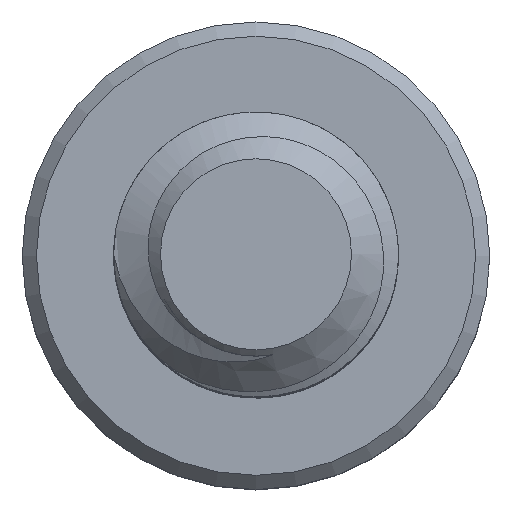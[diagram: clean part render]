
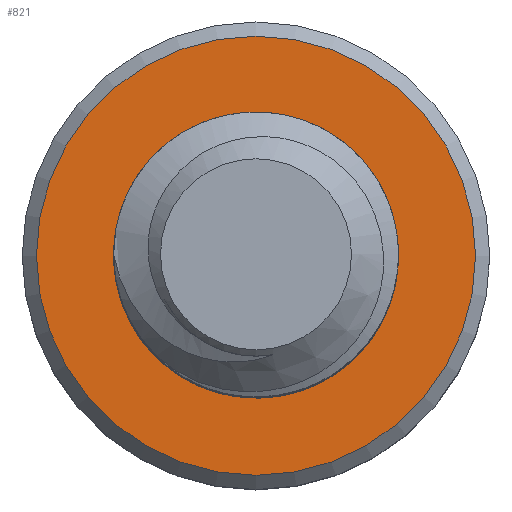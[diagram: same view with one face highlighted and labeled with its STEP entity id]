
A CAD part, top view. The second image highlights one B-rep face of the part: STEP entity #821.
In plain terms, the highlighted planar face has unit normal (0, 0, 1).
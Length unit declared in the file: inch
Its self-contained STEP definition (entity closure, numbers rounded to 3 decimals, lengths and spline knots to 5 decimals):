
#15=FACE_BOUND('',#131,.T.);
#20=PLANE('',#894);
#80=FACE_OUTER_BOUND('',#130,.T.);
#130=EDGE_LOOP('',(#704));
#131=EDGE_LOOP('',(#705,#706,#707,#708));
#146=CIRCLE('',#850,0.095);
#150=CIRCLE('',#880,0.1465);
#154=CIRCLE('',#888,0.06794);
#220=B_SPLINE_CURVE_WITH_KNOTS('',3,(#3562,#3563,#3564,#3565,#3566,#3567,
#3568,#3569,#3570,#3571,#3572,#3573,#3574,#3575,#3576,#3577,#3578,#3579),
 .UNSPECIFIED.,.F.,.F.,(4,2,2,2,2,2,2,2,4),(0.,0.06507,0.12388,
0.2094,0.24704,0.31659,0.38957,
0.44248,0.47331),.UNSPECIFIED.);
#221=B_SPLINE_CURVE_WITH_KNOTS('',3,(#3942,#3943,#3944,#3945,#3946,#3947,
#3948,#3949,#3950,#3951,#3952,#3953,#3954,#3955,#3956,#3957,#3958,#3959),
 .UNSPECIFIED.,.F.,.F.,(4,2,2,2,2,2,2,2,4),(0.,0.05008,0.09893,
0.16708,0.25308,0.34894,0.43803,
0.4634,0.48071),.UNSPECIFIED.);
#308=VERTEX_POINT('',#1090);
#309=VERTEX_POINT('',#1119);
#364=VERTEX_POINT('',#3049);
#369=VERTEX_POINT('',#3068);
#370=VERTEX_POINT('',#3097);
#386=EDGE_CURVE('',#308,#309,#146,.T.);
#467=EDGE_CURVE('',#364,#364,#150,.T.);
#475=EDGE_CURVE('',#370,#369,#154,.T.);
#484=EDGE_CURVE('',#308,#370,#220,.T.);
#485=EDGE_CURVE('',#369,#309,#221,.T.);
#704=ORIENTED_EDGE('',*,*,#467,.T.);
#705=ORIENTED_EDGE('',*,*,#386,.F.);
#706=ORIENTED_EDGE('',*,*,#484,.T.);
#707=ORIENTED_EDGE('',*,*,#475,.T.);
#708=ORIENTED_EDGE('',*,*,#485,.T.);
#821=ADVANCED_FACE('',(#80,#15),#20,.F.);
#850=AXIS2_PLACEMENT_3D('',#1120,#918,#919);
#880=AXIS2_PLACEMENT_3D('',#3051,#1004,#1005);
#888=AXIS2_PLACEMENT_3D('',#3098,#1022,#1023);
#894=AXIS2_PLACEMENT_3D('',#3960,#1035,#1036);
#918=DIRECTION('center_axis',(0.,0.,1.));
#919=DIRECTION('ref_axis',(1.,0.,0.));
#1004=DIRECTION('center_axis',(0.,0.,1.));
#1005=DIRECTION('ref_axis',(-1.,0.,0.));
#1022=DIRECTION('center_axis',(0.,0.,-1.));
#1023=DIRECTION('ref_axis',(1.,0.,0.));
#1035=DIRECTION('center_axis',(0.,0.,-1.));
#1036=DIRECTION('ref_axis',(-1.,0.,0.));
#1090=CARTESIAN_POINT('',(0.,-0.095,-0.5625));
#1119=CARTESIAN_POINT('',(0.06656,-0.06778,-0.5625));
#1120=CARTESIAN_POINT('Origin',(0.,0.,-0.5625));
#3049=CARTESIAN_POINT('',(0.1465,0.,-0.5625));
#3051=CARTESIAN_POINT('Origin',(0.,0.,-0.5625));
#3068=CARTESIAN_POINT('',(0.,0.06794,-0.5625));
#3097=CARTESIAN_POINT('',(-0.0476,0.04847,-0.5625));
#3098=CARTESIAN_POINT('Origin',(0.,0.,-0.5625));
#3562=CARTESIAN_POINT('Ctrl Pts',(0.,-0.095,
-0.5625));
#3563=CARTESIAN_POINT('Ctrl Pts',(-0.00849,-0.09407,
-0.5625));
#3564=CARTESIAN_POINT('Ctrl Pts',(-0.0168,-0.09192,
-0.5625));
#3565=CARTESIAN_POINT('Ctrl Pts',(-0.03179,-0.08563,
-0.5625));
#3566=CARTESIAN_POINT('Ctrl Pts',(-0.03848,-0.08172,
-0.5625));
#3567=CARTESIAN_POINT('Ctrl Pts',(-0.05345,-0.07012,
-0.5625));
#3568=CARTESIAN_POINT('Ctrl Pts',(-0.06092,-0.06162,
-0.5625));
#3569=CARTESIAN_POINT('Ctrl Pts',(-0.06911,-0.04769,
-0.5625));
#3570=CARTESIAN_POINT('Ctrl Pts',(-0.07134,-0.04307,
-0.5625));
#3571=CARTESIAN_POINT('Ctrl Pts',(-0.07626,-0.02984,
-0.5625));
#3572=CARTESIAN_POINT('Ctrl Pts',(-0.07789,-0.02075,
-0.5625));
#3573=CARTESIAN_POINT('Ctrl Pts',(-0.07785,-0.00198,
-0.5625));
#3574=CARTESIAN_POINT('Ctrl Pts',(-0.07601,0.00754,
-0.5625));
#3575=CARTESIAN_POINT('Ctrl Pts',(-0.06986,0.02294,
-0.5625));
#3576=CARTESIAN_POINT('Ctrl Pts',(-0.0664,0.02902,
-0.5625));
#3577=CARTESIAN_POINT('Ctrl Pts',(-0.05969,0.03777,
-0.5625));
#3578=CARTESIAN_POINT('Ctrl Pts',(-0.05502,0.04332,
-0.5625));
#3579=CARTESIAN_POINT('Ctrl Pts',(-0.0476,0.04847,
-0.5625));
#3942=CARTESIAN_POINT('Ctrl Pts',(0.,0.06794,
-0.5625));
#3943=CARTESIAN_POINT('Ctrl Pts',(0.0065,0.06893,
-0.5625));
#3944=CARTESIAN_POINT('Ctrl Pts',(0.01309,0.06905,
-0.5625));
#3945=CARTESIAN_POINT('Ctrl Pts',(0.02599,0.06754,
-0.5625));
#3946=CARTESIAN_POINT('Ctrl Pts',(0.03222,0.06595,
-0.5625));
#3947=CARTESIAN_POINT('Ctrl Pts',(0.04648,0.06026,
-0.5625));
#3948=CARTESIAN_POINT('Ctrl Pts',(0.0541,0.05545,-0.5625));
#3949=CARTESIAN_POINT('Ctrl Pts',(0.06897,0.04173,
-0.5625));
#3950=CARTESIAN_POINT('Ctrl Pts',(0.07489,0.03275,
-0.5625));
#3951=CARTESIAN_POINT('Ctrl Pts',(0.08364,0.01371,
-0.5625));
#3952=CARTESIAN_POINT('Ctrl Pts',(0.08625,0.00288,
-0.5625));
#3953=CARTESIAN_POINT('Ctrl Pts',(0.08716,-0.01841,
-0.5625));
#3954=CARTESIAN_POINT('Ctrl Pts',(0.08575,-0.02865,
-0.5625));
#3955=CARTESIAN_POINT('Ctrl Pts',(0.08165,-0.04119,
-0.5625));
#3956=CARTESIAN_POINT('Ctrl Pts',(0.07959,-0.047,
-0.5625));
#3957=CARTESIAN_POINT('Ctrl Pts',(0.07305,-0.05889,
-0.5625));
#3958=CARTESIAN_POINT('Ctrl Pts',(0.06999,-0.06348,
-0.5625));
#3959=CARTESIAN_POINT('Ctrl Pts',(0.06656,-0.06778,
-0.5625));
#3960=CARTESIAN_POINT('Origin',(0.,0.,-0.5625));
